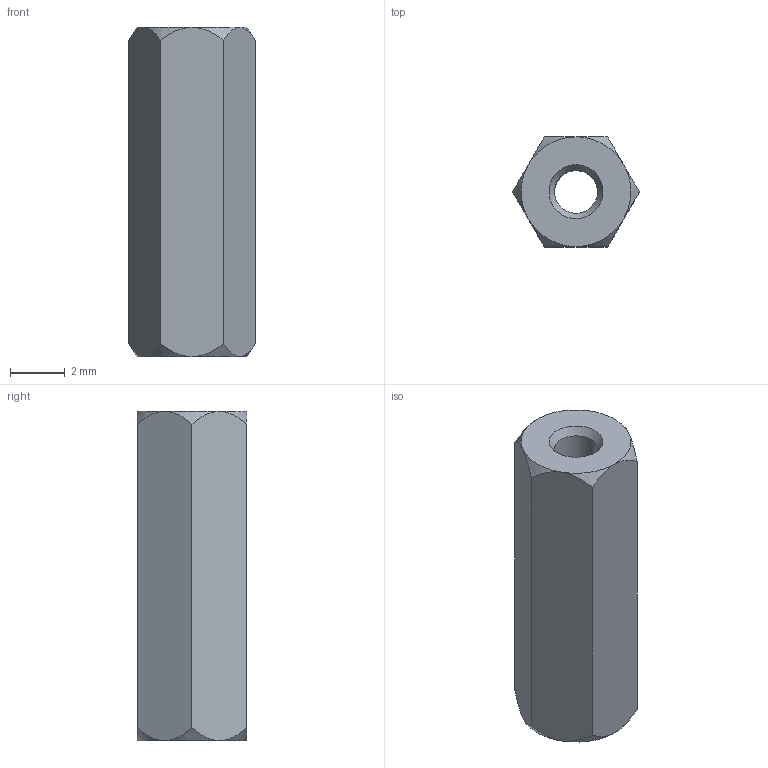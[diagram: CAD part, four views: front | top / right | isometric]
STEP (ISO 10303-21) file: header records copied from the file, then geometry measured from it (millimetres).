
FILE_DESCRIPTION(('FreeCAD Model'),'2;1');
FILE_NAME('Open CASCADE Shape Model','2024-07-25T15:54:59',(''),(''), 'Open CASCADE STEP processor 7.6','FreeCAD','Unknown');
FILE_SCHEMA(('AP242_MANAGED_MODEL_BASED_3D_ENGINEERING_MIM_LF. {1 0 10303 442 1 1 4 }'));
Length unit declared in the file: millimetre
Products named in the file (1): 1001001
Bounding box: 4.62 x 4 x 12 mm (x, y, z)
Volume: 142.8 mm3; surface area: 245.7 mm2
Topology: 1 solids, 1 shells, 23 faces, 52 edges, 31 vertices
Faces by surface type: bspline 23
Entity records: 922 total; most frequent: CARTESIAN_POINT 429, ORIENTED_EDGE 104, EDGE_CURVE 52, B_SPLINE_CURVE_WITH_KNOTS 33, VERTEX_POINT 31, FACE_BOUND 25, EDGE_LOOP 25, PRESENTATION_STYLE_ASSIGNMENT 24
